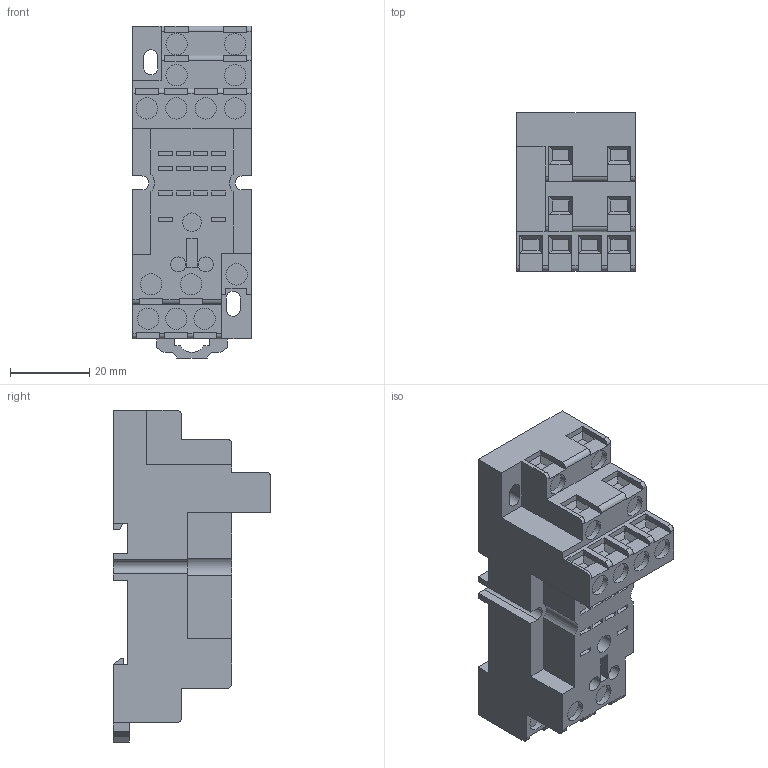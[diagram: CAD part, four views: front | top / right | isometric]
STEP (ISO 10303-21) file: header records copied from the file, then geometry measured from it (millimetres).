
FILE_DESCRIPTION(('starvars output'),'2;1');
FILE_NAME('cv20190909164623000021299.stp','16:46:23 2019/09/09',( 'Thomas Industrial Network Germany GmbH'),( 'Thomas Industrial Network Germany GmbH'),'unknown preprocess','ACIS' ,'unknown authorization');
FILE_SCHEMA(('AUTOMOTIVE_DESIGN_CC2 {UNKNOWN IMPLEMENTATION LEVEL}'));
Length unit declared in the file: millimetre
Products named in the file (1): PRODUCT_ID_1
Bounding box: 29.97 x 39.88 x 83.82 mm (x, y, z)
Volume: 54947.1 mm3; surface area: 14766.3 mm2
Topology: 1 solids, 1 shells, 350 faces, 893 edges, 576 vertices
Faces by surface type: plane 289, cylinder 61
Entity records: 12677 total; most frequent: ORIENTED_EDGE 1786, CARTESIAN_POINT 1684, DIRECTION 1507, EDGE_CURVE 893, VECTOR 709, LINE 709, VERTEX_POINT 576, AXIS2_PLACEMENT_3D 399
